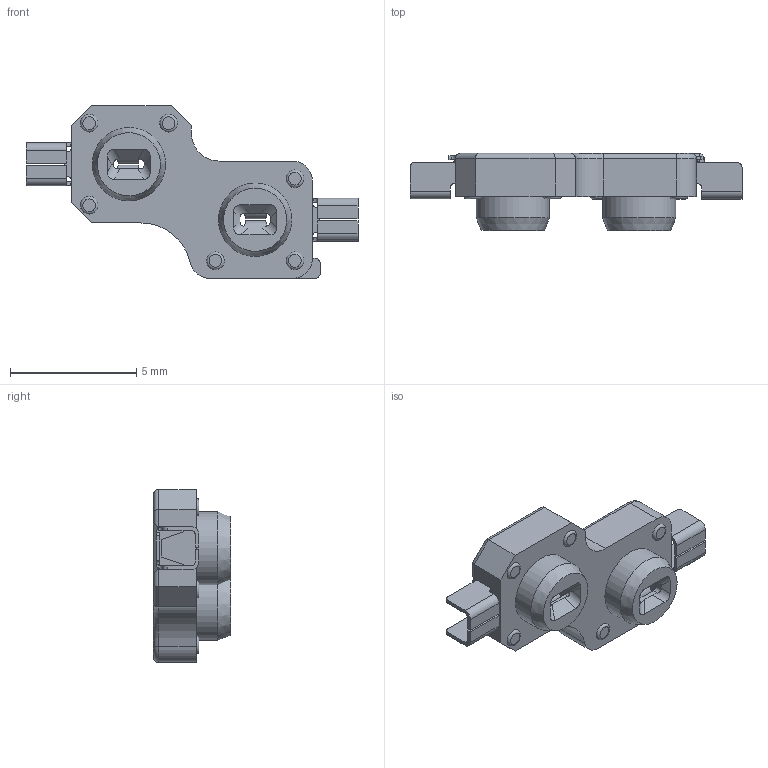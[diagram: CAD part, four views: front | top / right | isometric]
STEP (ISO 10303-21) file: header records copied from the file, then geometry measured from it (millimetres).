
FILE_DESCRIPTION(/* description */ (''),/* implementation_level */ '2;1');
FILE_NAME(/* name */ 'Kailh Choc Socket CPG135001S30.step',/* time_stamp */ '2024-08-15T12:05:19+09:00',/* author */ (''),/* organization */ (''),/* preprocessor_version */ 'ST-DEVELOPER v20',/* originating_system */ 'Autodesk Translation Framework v13.14.0.145',/* authorisation */ '');
FILE_SCHEMA (('AUTOMOTIVE_DESIGN { 1 0 10303 214 3 1 1 }'));
Length unit declared in the file: millimetre
Products named in the file (4): Kailh Socket Rev Engr; Body; Insert 2; Insert 1
Assembly tree (3 placements, depth 2):
  Kailh Socket Rev Engr
    Body
    Insert 2
    Insert 1
Bounding box: 13.15 x 3.05 x 6.85 mm (x, y, z)
Volume: 79 mm3; surface area: 284.9 mm2
Topology: 3 solids, 3 shells, 268 faces, 707 edges, 451 vertices
Faces by surface type: plane 167, cylinder 87, torus 10, cone 2, sphere 2
Full cylindrical faces by diameter (mm): 2.9 x2
Entity records: 8569 total; most frequent: CARTESIAN_POINT 1649, DIRECTION 1425, ORIENTED_EDGE 1414, EDGE_CURVE 707, LINE 499, VECTOR 499, AXIS2_PLACEMENT_3D 463, VERTEX_POINT 451
